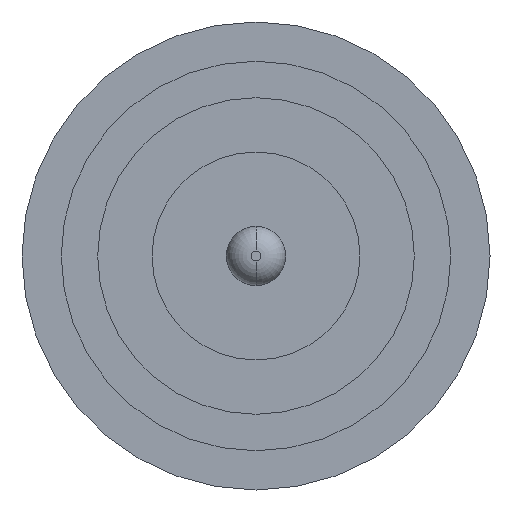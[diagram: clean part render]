
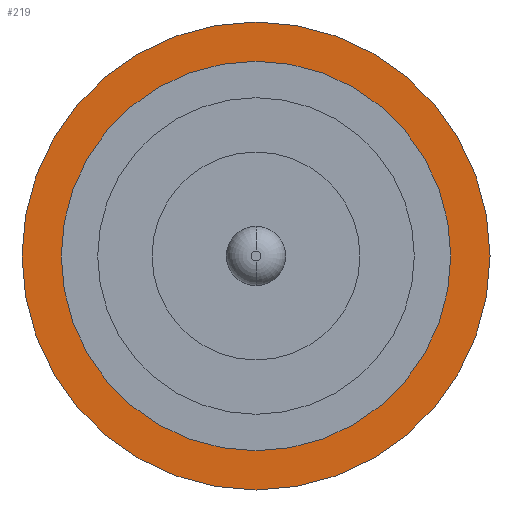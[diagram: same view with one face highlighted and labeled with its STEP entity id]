
A CAD part, front view. The second image highlights one B-rep face of the part: STEP entity #219.
In plain terms, the highlighted planar face has unit normal (0, -1, 0).
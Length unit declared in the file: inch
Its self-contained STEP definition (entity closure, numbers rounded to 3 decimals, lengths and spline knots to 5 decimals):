
#53 = VERTEX_POINT ( 'NONE', #239 ) ;
#60 = CARTESIAN_POINT ( 'NONE',  ( 0., -0.6063, 0. ) ) ;
#81 = EDGE_LOOP ( 'NONE', ( #1468, #1021 ) ) ;
#96 = CIRCLE ( 'NONE', #975, 0.19685 ) ;
#180 = EDGE_CURVE ( 'NONE', #1251, #1656, #96, .T. ) ;
#219 = ADVANCED_FACE ( 'NONE', ( #1800, #1215 ), #966, .T. ) ;
#230 = DIRECTION ( 'NONE',  ( 0., -1., 0. ) ) ;
#239 = CARTESIAN_POINT ( 'NONE',  ( 0., -0.6063, 0.2365 ) ) ;
#338 = AXIS2_PLACEMENT_3D ( 'NONE', #1177, #379, #1917 ) ;
#379 = DIRECTION ( 'NONE',  ( 0., -1., 0. ) ) ;
#419 = ORIENTED_EDGE ( 'NONE', *, *, #911, .T. ) ;
#449 = DIRECTION ( 'NONE',  ( 0., 0., -1. ) ) ;
#482 = ORIENTED_EDGE ( 'NONE', *, *, #1907, .T. ) ;
#488 = DIRECTION ( 'NONE',  ( 0., -1., 0. ) ) ;
#666 = CARTESIAN_POINT ( 'NONE',  ( 0., -0.6063, -0.2365 ) ) ;
#717 = DIRECTION ( 'NONE',  ( 0., -1., 0. ) ) ;
#814 = EDGE_CURVE ( 'NONE', #1656, #1251, #1353, .T. ) ;
#902 = AXIS2_PLACEMENT_3D ( 'NONE', #1939, #717, #1032 ) ;
#911 = EDGE_CURVE ( 'NONE', #53, #1657, #934, .T. ) ;
#934 = CIRCLE ( 'NONE', #1058, 0.2365 ) ;
#966 = PLANE ( 'NONE',  #1649 ) ;
#971 = CARTESIAN_POINT ( 'NONE',  ( 0., -0.6063, 0.19685 ) ) ;
#975 = AXIS2_PLACEMENT_3D ( 'NONE', #1683, #1065, #449 ) ;
#1021 = ORIENTED_EDGE ( 'NONE', *, *, #814, .F. ) ;
#1032 = DIRECTION ( 'NONE',  ( 0., 0., -1. ) ) ;
#1058 = AXIS2_PLACEMENT_3D ( 'NONE', #60, #230, #1133 ) ;
#1065 = DIRECTION ( 'NONE',  ( 0., -1., 0. ) ) ;
#1100 = DIRECTION ( 'NONE',  ( 0., 0., -1. ) ) ;
#1133 = DIRECTION ( 'NONE',  ( 0., 0., -1. ) ) ;
#1177 = CARTESIAN_POINT ( 'NONE',  ( 0., -0.6063, 0. ) ) ;
#1215 = FACE_OUTER_BOUND ( 'NONE', #1489, .T. ) ;
#1251 = VERTEX_POINT ( 'NONE', #1550 ) ;
#1353 = CIRCLE ( 'NONE', #338, 0.19685 ) ;
#1409 = CARTESIAN_POINT ( 'NONE',  ( 0., -0.6063, 0. ) ) ;
#1468 = ORIENTED_EDGE ( 'NONE', *, *, #180, .F. ) ;
#1489 = EDGE_LOOP ( 'NONE', ( #419, #482 ) ) ;
#1550 = CARTESIAN_POINT ( 'NONE',  ( 0., -0.6063, -0.19685 ) ) ;
#1649 = AXIS2_PLACEMENT_3D ( 'NONE', #1409, #488, #1100 ) ;
#1656 = VERTEX_POINT ( 'NONE', #971 ) ;
#1657 = VERTEX_POINT ( 'NONE', #666 ) ;
#1683 = CARTESIAN_POINT ( 'NONE',  ( 0., -0.6063, 0. ) ) ;
#1708 = CIRCLE ( 'NONE', #902, 0.2365 ) ;
#1800 = FACE_BOUND ( 'NONE', #81, .T. ) ;
#1907 = EDGE_CURVE ( 'NONE', #1657, #53, #1708, .T. ) ;
#1917 = DIRECTION ( 'NONE',  ( 0., 0., -1. ) ) ;
#1939 = CARTESIAN_POINT ( 'NONE',  ( 0., -0.6063, 0. ) ) ;
